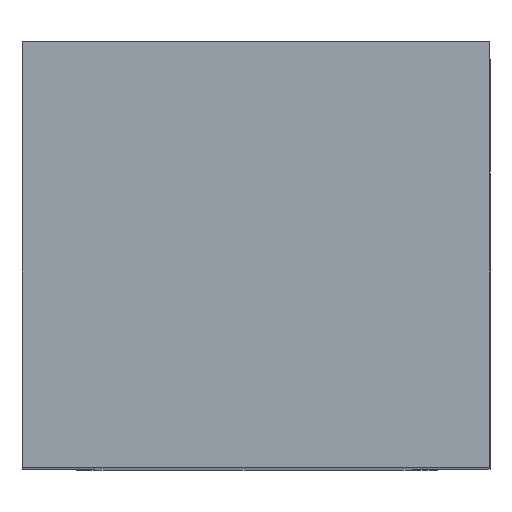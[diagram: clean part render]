
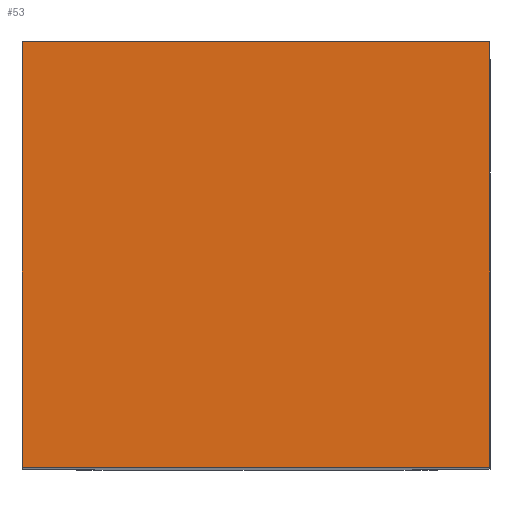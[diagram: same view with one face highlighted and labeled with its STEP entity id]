
A CAD part, top view. The second image highlights one B-rep face of the part: STEP entity #53.
In plain terms, the highlighted planar face has unit normal (0, 0, 1).
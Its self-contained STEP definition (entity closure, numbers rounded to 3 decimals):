
#53=ADVANCED_FACE('',(#119),#86,.F.);
#86=PLANE('',#768);
#119=FACE_OUTER_BOUND('',#153,.T.);
#153=EDGE_LOOP('',(#256,#257,#258,#259));
#256=ORIENTED_EDGE('',*,*,#486,.F.);
#257=ORIENTED_EDGE('',*,*,#488,.T.);
#258=ORIENTED_EDGE('',*,*,#469,.T.);
#259=ORIENTED_EDGE('',*,*,#466,.F.);
#396=VERTEX_POINT('',#1048);
#397=VERTEX_POINT('',#1050);
#399=VERTEX_POINT('',#1056);
#410=VERTEX_POINT('',#1086);
#466=EDGE_CURVE('',#396,#397,#560,.T.);
#469=EDGE_CURVE('',#399,#397,#563,.T.);
#486=EDGE_CURVE('',#410,#396,#579,.T.);
#488=EDGE_CURVE('',#410,#399,#581,.T.);
#560=LINE('',#1049,#652);
#563=LINE('',#1055,#655);
#579=LINE('',#1087,#671);
#581=LINE('',#1090,#673);
#652=VECTOR('',#850,1.);
#655=VECTOR('',#855,1.);
#671=VECTOR('',#879,1.);
#673=VECTOR('',#883,1.);
#768=AXIS2_PLACEMENT_3D('',#1092,#886,#887);
#850=DIRECTION('',(0.,-1.,0.));
#855=DIRECTION('',(1.,0.,0.));
#879=DIRECTION('',(1.,0.,0.));
#883=DIRECTION('',(0.,-1.,0.));
#886=DIRECTION('',(0.,0.,-1.));
#887=DIRECTION('',(-0.994,-0.113,0.));
#1048=CARTESIAN_POINT('',(0.,50.,0.));
#1049=CARTESIAN_POINT('',(0.,55.,0.));
#1050=CARTESIAN_POINT('',(0.,0.,0.));
#1055=CARTESIAN_POINT('',(-55.,0.,0.));
#1056=CARTESIAN_POINT('',(-55.,0.,0.));
#1086=CARTESIAN_POINT('',(-55.,50.,0.));
#1087=CARTESIAN_POINT('',(-55.,50.,0.));
#1090=CARTESIAN_POINT('',(-55.,55.,0.));
#1092=CARTESIAN_POINT('',(-55.,55.,0.));
